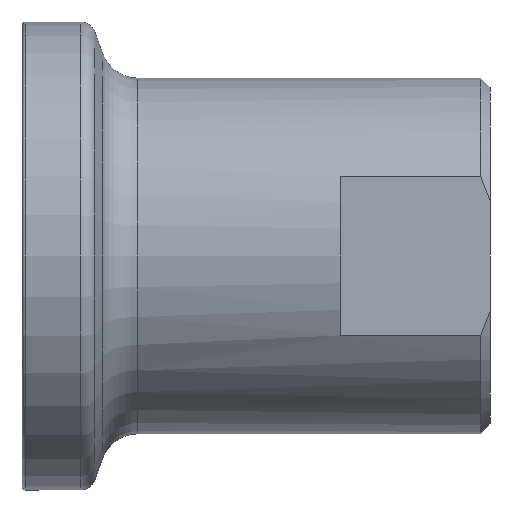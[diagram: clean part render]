
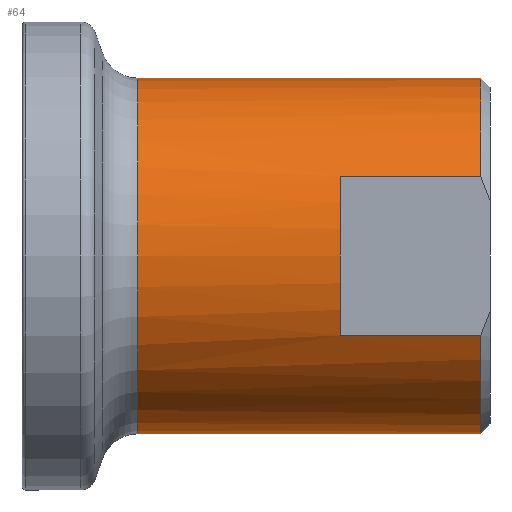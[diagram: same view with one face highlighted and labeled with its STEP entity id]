
A CAD part, front view. The second image highlights one B-rep face of the part: STEP entity #64.
In plain terms, the highlighted cylindrical face has radius 9.5 mm (diameter 19 mm), a partial arc.
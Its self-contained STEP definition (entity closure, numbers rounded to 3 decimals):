
#28 = CARTESIAN_POINT ( 'NONE',  ( 24.5, 0., 9.5 ) ) ;
#48 = CARTESIAN_POINT ( 'NONE',  ( 0., 0., 9.5 ) ) ;
#57 = CYLINDRICAL_SURFACE ( 'NONE', #267, 9.5 ) ;
#64 = ADVANCED_FACE ( 'NONE', ( #1109 ), #57, .T. ) ;
#72 = VERTEX_POINT ( 'NONE', #1008 ) ;
#78 = CARTESIAN_POINT ( 'NONE',  ( 24.5, 0., -9.5 ) ) ;
#81 = CARTESIAN_POINT ( 'NONE',  ( 6.192, 0., 9.5 ) ) ;
#110 = DIRECTION ( 'NONE',  ( 1., 0., 0. ) ) ;
#116 = CARTESIAN_POINT ( 'NONE',  ( 24.5, -8.5, 4.243 ) ) ;
#158 = VERTEX_POINT ( 'NONE', #635 ) ;
#173 = DIRECTION ( 'NONE',  ( 0., 0., 1. ) ) ;
#185 = CARTESIAN_POINT ( 'NONE',  ( 24.5, 0., 0. ) ) ;
#186 = DIRECTION ( 'NONE',  ( -1., 0., 0. ) ) ;
#193 = CARTESIAN_POINT ( 'NONE',  ( 24.5, 0., 0. ) ) ;
#226 = VERTEX_POINT ( 'NONE', #362 ) ;
#247 = EDGE_CURVE ( 'NONE', #1116, #72, #1238, .T. ) ;
#252 = DIRECTION ( 'NONE',  ( -1., 0., 0. ) ) ;
#267 = AXIS2_PLACEMENT_3D ( 'NONE', #641, #252, #937 ) ;
#268 = AXIS2_PLACEMENT_3D ( 'NONE', #193, #849, #1233 ) ;
#275 = ORIENTED_EDGE ( 'NONE', *, *, #730, .F. ) ;
#281 = EDGE_CURVE ( 'NONE', #1138, #798, #1196, .T. ) ;
#282 = EDGE_CURVE ( 'NONE', #1065, #158, #575, .T. ) ;
#285 = ORIENTED_EDGE ( 'NONE', *, *, #602, .T. ) ;
#291 = DIRECTION ( 'NONE',  ( -1., 0., 0. ) ) ;
#292 = DIRECTION ( 'NONE',  ( 0., 0., 1. ) ) ;
#362 = CARTESIAN_POINT ( 'NONE',  ( 24.5, -8.5, -4.243 ) ) ;
#404 = ORIENTED_EDGE ( 'NONE', *, *, #662, .T. ) ;
#451 = VECTOR ( 'NONE', #873, 1000. ) ;
#454 = CARTESIAN_POINT ( 'NONE',  ( 17., -8.5, -4.243 ) ) ;
#463 = ORIENTED_EDGE ( 'NONE', *, *, #247, .T. ) ;
#471 = VECTOR ( 'NONE', #1190, 1000. ) ;
#483 = CIRCLE ( 'NONE', #1160, 9.5 ) ;
#485 = EDGE_LOOP ( 'NONE', ( #853, #285, #404, #463, #916, #932, #714, #275 ) ) ;
#489 = CARTESIAN_POINT ( 'NONE',  ( 0., -8.5, 4.243 ) ) ;
#575 = LINE ( 'NONE', #1137, #451 ) ;
#598 = DIRECTION ( 'NONE',  ( -1., 0., 0. ) ) ;
#602 = EDGE_CURVE ( 'NONE', #1065, #226, #685, .T. ) ;
#608 = VERTEX_POINT ( 'NONE', #81 ) ;
#635 = CARTESIAN_POINT ( 'NONE',  ( 6.192, 0., -9.5 ) ) ;
#641 = CARTESIAN_POINT ( 'NONE',  ( 0., 0., 0. ) ) ;
#662 = EDGE_CURVE ( 'NONE', #226, #1116, #759, .T. ) ;
#685 = CIRCLE ( 'NONE', #724, 9.5 ) ;
#714 = ORIENTED_EDGE ( 'NONE', *, *, #974, .T. ) ;
#724 = AXIS2_PLACEMENT_3D ( 'NONE', #185, #291, #173 ) ;
#730 = EDGE_CURVE ( 'NONE', #158, #608, #483, .T. ) ;
#759 = LINE ( 'NONE', #1130, #1101 ) ;
#794 = DIRECTION ( 'NONE',  ( 0., 0., 1. ) ) ;
#798 = VERTEX_POINT ( 'NONE', #28 ) ;
#849 = DIRECTION ( 'NONE',  ( -1., 0., 0. ) ) ;
#853 = ORIENTED_EDGE ( 'NONE', *, *, #282, .F. ) ;
#854 = DIRECTION ( 'NONE',  ( -1., 0., 0. ) ) ;
#857 = CARTESIAN_POINT ( 'NONE',  ( 17., 0., 0. ) ) ;
#870 = LINE ( 'NONE', #489, #1150 ) ;
#873 = DIRECTION ( 'NONE',  ( -1., 0., 0. ) ) ;
#874 = AXIS2_PLACEMENT_3D ( 'NONE', #857, #186, #292 ) ;
#916 = ORIENTED_EDGE ( 'NONE', *, *, #1156, .T. ) ;
#932 = ORIENTED_EDGE ( 'NONE', *, *, #281, .T. ) ;
#937 = DIRECTION ( 'NONE',  ( 0., 0., 1. ) ) ;
#974 = EDGE_CURVE ( 'NONE', #798, #608, #1019, .T. ) ;
#990 = CARTESIAN_POINT ( 'NONE',  ( 6.192, 0., 0. ) ) ;
#1008 = CARTESIAN_POINT ( 'NONE',  ( 17., -8.5, 4.243 ) ) ;
#1019 = LINE ( 'NONE', #48, #471 ) ;
#1065 = VERTEX_POINT ( 'NONE', #78 ) ;
#1101 = VECTOR ( 'NONE', #854, 1000. ) ;
#1109 = FACE_OUTER_BOUND ( 'NONE', #485, .T. ) ;
#1116 = VERTEX_POINT ( 'NONE', #454 ) ;
#1130 = CARTESIAN_POINT ( 'NONE',  ( 0., -8.5, -4.243 ) ) ;
#1137 = CARTESIAN_POINT ( 'NONE',  ( 0., 0., -9.5 ) ) ;
#1138 = VERTEX_POINT ( 'NONE', #116 ) ;
#1150 = VECTOR ( 'NONE', #110, 1000. ) ;
#1156 = EDGE_CURVE ( 'NONE', #72, #1138, #870, .T. ) ;
#1160 = AXIS2_PLACEMENT_3D ( 'NONE', #990, #598, #794 ) ;
#1190 = DIRECTION ( 'NONE',  ( -1., 0., 0. ) ) ;
#1196 = CIRCLE ( 'NONE', #268, 9.5 ) ;
#1233 = DIRECTION ( 'NONE',  ( 0., 0., 1. ) ) ;
#1238 = CIRCLE ( 'NONE', #874, 9.5 ) ;
